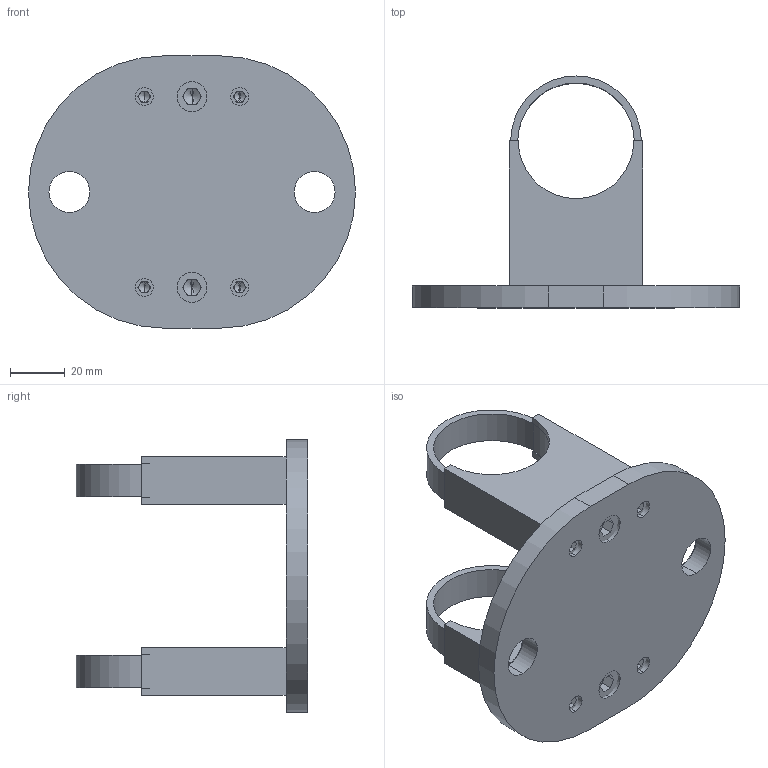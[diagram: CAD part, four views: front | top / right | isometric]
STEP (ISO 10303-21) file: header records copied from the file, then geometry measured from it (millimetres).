
FILE_DESCRIPTION (( 'STEP AP203' ), '1' );
FILE_NAME ('41320 for customer.STEP', '2021-12-13T08:00:31', ( '' ), ( '' ), 'SwSTEP 2.0', 'SolidWorks 2020', '' );
FILE_SCHEMA (( 'CONFIG_CONTROL_DESIGN' ));
Length unit declared in the file: millimetre
Products named in the file (8): 41320 for customer; 蚾饜极1; socket countersunk head screw_din_DIN 7991 - M6 x 16 --- 16N; -2; -1; socket countersunk head screw_din_DIN 7991 - M10 x 30 --- 20N; -3
Assembly tree (13 placements, depth 3):
  41320 for customer
    -1
    socket countersunk head screw_din_DIN 7991 - M6 x 16 --- 16N  x4
    蚾饜极1
      -2
      -3
    蚾饜极1
      -2
      -3
    socket countersunk head screw_din_DIN 7991 - M10 x 30 --- 20N  x2
Bounding box: 120 x 85 x 100 mm (x, y, z)
Volume: 129629.4 mm3; surface area: 63388.3 mm2
Topology: 11 solids, 11 shells, 458 faces, 1088 edges, 616 vertices
Faces by surface type: cylinder 172, plane 154, torus 56, cone 52, sphere 24
Entity records: 7486 total; most frequent: DIRECTION 1234, CARTESIAN_POINT 1207, ORIENTED_EDGE 1032, EDGE_CURVE 516, AXIS2_PLACEMENT_3D 496, VERTEX_POINT 305, CIRCLE 256, EDGE_LOOP 247
